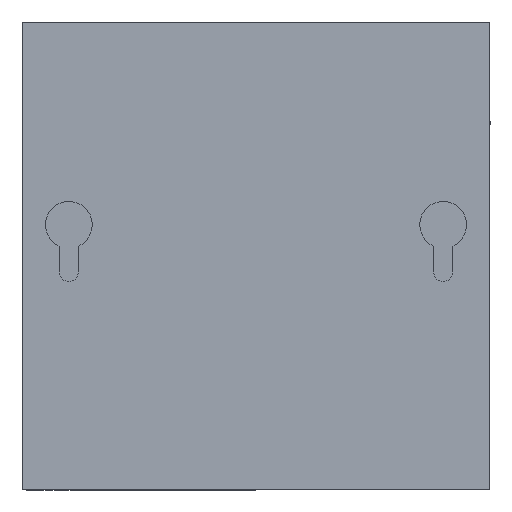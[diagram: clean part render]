
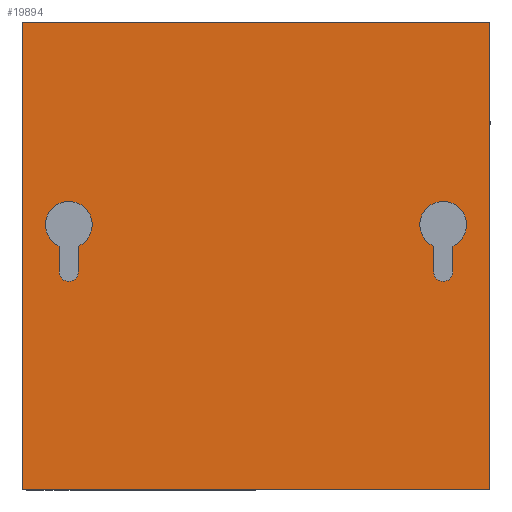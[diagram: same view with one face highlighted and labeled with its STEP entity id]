
A CAD part, front view. The second image highlights one B-rep face of the part: STEP entity #19894.
In plain terms, the highlighted planar face has unit normal (0, -1, 0).
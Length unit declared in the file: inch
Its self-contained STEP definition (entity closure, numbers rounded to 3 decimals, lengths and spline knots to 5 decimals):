
#184 = LINE ( 'NONE', #39884, #14810 ) ;
#544 = DIRECTION ( 'NONE',  ( 0., 0., -1. ) ) ;
#746 = DIRECTION ( 'NONE',  ( 0., 0., -1. ) ) ;
#1401 = ORIENTED_EDGE ( 'NONE', *, *, #39093, .F. ) ;
#1830 = AXIS2_PLACEMENT_3D ( 'NONE', #3547, #27924, #544 ) ;
#2379 = VERTEX_POINT ( 'NONE', #38079 ) ;
#2809 = CARTESIAN_POINT ( 'NONE',  ( 0., 0., -2.3622 ) ) ;
#3547 = CARTESIAN_POINT ( 'NONE',  ( 1.88976, 0., -0.15748 ) ) ;
#4718 = ORIENTED_EDGE ( 'NONE', *, *, #33630, .F. ) ;
#5114 = EDGE_CURVE ( 'NONE', #31108, #18360, #25596, .T. ) ;
#5260 = CIRCLE ( 'NONE', #7194, 0.09843 ) ;
#6140 = ORIENTED_EDGE ( 'NONE', *, *, #26313, .F. ) ;
#6410 = CARTESIAN_POINT ( 'NONE',  ( -1.79134, 0., 0. ) ) ;
#6580 = ORIENTED_EDGE ( 'NONE', *, *, #20982, .F. ) ;
#6631 = DIRECTION ( 'NONE',  ( 0., 0., 1. ) ) ;
#7194 = AXIS2_PLACEMENT_3D ( 'NONE', #8110, #17572, #32903 ) ;
#7347 = CARTESIAN_POINT ( 'NONE',  ( 0., 0., 2.3622 ) ) ;
#7444 = ORIENTED_EDGE ( 'NONE', *, *, #34508, .F. ) ;
#7772 = EDGE_CURVE ( 'NONE', #27328, #9430, #9594, .T. ) ;
#8110 = CARTESIAN_POINT ( 'NONE',  ( -1.88976, 0., -0.15748 ) ) ;
#8643 = EDGE_CURVE ( 'NONE', #33606, #25202, #184, .T. ) ;
#8829 = ORIENTED_EDGE ( 'NONE', *, *, #23043, .F. ) ;
#8903 = ORIENTED_EDGE ( 'NONE', *, *, #32872, .F. ) ;
#9107 = CARTESIAN_POINT ( 'NONE',  ( 1.79134, 0., 0.10022 ) ) ;
#9430 = VERTEX_POINT ( 'NONE', #14409 ) ;
#9458 = DIRECTION ( 'NONE',  ( 0., 1., 0. ) ) ;
#9594 = LINE ( 'NONE', #12402, #13447 ) ;
#9913 = CARTESIAN_POINT ( 'NONE',  ( -1.88976, 0., -0.15748 ) ) ;
#10019 = ORIENTED_EDGE ( 'NONE', *, *, #8643, .F. ) ;
#10101 = VERTEX_POINT ( 'NONE', #30167 ) ;
#10481 = DIRECTION ( 'NONE',  ( 0., 0., -1. ) ) ;
#11313 = EDGE_CURVE ( 'NONE', #38544, #19950, #36673, .T. ) ;
#11397 = ORIENTED_EDGE ( 'NONE', *, *, #14266, .F. ) ;
#11502 = AXIS2_PLACEMENT_3D ( 'NONE', #9913, #35293, #31693 ) ;
#11754 = EDGE_LOOP ( 'NONE', ( #16810, #1401, #6580, #32795 ) ) ;
#11822 = DIRECTION ( 'NONE',  ( 0., 0., 1. ) ) ;
#12080 = DIRECTION ( 'NONE',  ( -1., 0., 0. ) ) ;
#12402 = CARTESIAN_POINT ( 'NONE',  ( -1.98819, 0., 0. ) ) ;
#12630 = VECTOR ( 'NONE', #746, 39.37008 ) ;
#12813 = AXIS2_PLACEMENT_3D ( 'NONE', #31866, #37916, #17145 ) ;
#13447 = VECTOR ( 'NONE', #18667, 39.37008 ) ;
#13517 = LINE ( 'NONE', #25803, #24299 ) ;
#14139 = VERTEX_POINT ( 'NONE', #9107 ) ;
#14266 = EDGE_CURVE ( 'NONE', #37011, #27328, #28937, .T. ) ;
#14370 = DIRECTION ( 'NONE',  ( 0., 0., 1. ) ) ;
#14409 = CARTESIAN_POINT ( 'NONE',  ( -1.98819, 0., -0.15748 ) ) ;
#14429 = VECTOR ( 'NONE', #12080, 39.37008 ) ;
#14761 = FACE_BOUND ( 'NONE', #15262, .T. ) ;
#14810 = VECTOR ( 'NONE', #6631, 39.37008 ) ;
#15061 = CARTESIAN_POINT ( 'NONE',  ( 1.88976, 0., -0.15748 ) ) ;
#15262 = EDGE_LOOP ( 'NONE', ( #11397, #6140, #7444, #8829, #36813 ) ) ;
#15760 = VECTOR ( 'NONE', #11822, 39.37008 ) ;
#15973 = VERTEX_POINT ( 'NONE', #18746 ) ;
#16810 = ORIENTED_EDGE ( 'NONE', *, *, #29929, .F. ) ;
#17022 = CARTESIAN_POINT ( 'NONE',  ( -1.98819, 0., 0.10022 ) ) ;
#17145 = DIRECTION ( 'NONE',  ( 0., 0., -1. ) ) ;
#17375 = CARTESIAN_POINT ( 'NONE',  ( 2.3622, 0., -2.3622 ) ) ;
#17412 = LINE ( 'NONE', #29697, #37882 ) ;
#17447 = ORIENTED_EDGE ( 'NONE', *, *, #5114, .F. ) ;
#17572 = DIRECTION ( 'NONE',  ( 0., -1., 0. ) ) ;
#18001 = CARTESIAN_POINT ( 'NONE',  ( 1.79134, 0., -0.15748 ) ) ;
#18360 = VERTEX_POINT ( 'NONE', #39774 ) ;
#18667 = DIRECTION ( 'NONE',  ( 0., 0., -1. ) ) ;
#18676 = CARTESIAN_POINT ( 'NONE',  ( 1.98819, 0., -0.15748 ) ) ;
#18746 = CARTESIAN_POINT ( 'NONE',  ( 2.3622, 0., 2.3622 ) ) ;
#19062 = CARTESIAN_POINT ( 'NONE',  ( 2.3622, 0., 0. ) ) ;
#19477 = CARTESIAN_POINT ( 'NONE',  ( 1.98819, 0., 0.10022 ) ) ;
#19894 = ADVANCED_FACE ( 'NONE', ( #14761, #34255, #24754 ), #30072, .F. ) ;
#19950 = VERTEX_POINT ( 'NONE', #31822 ) ;
#20432 = AXIS2_PLACEMENT_3D ( 'NONE', #24564, #9458, #27985 ) ;
#20982 = EDGE_CURVE ( 'NONE', #19950, #10101, #17412, .T. ) ;
#21313 = DIRECTION ( 'NONE',  ( 0., 0., -1. ) ) ;
#21746 = VERTEX_POINT ( 'NONE', #25573 ) ;
#22497 = LINE ( 'NONE', #19062, #12630 ) ;
#22964 = VECTOR ( 'NONE', #38386, 39.37008 ) ;
#22973 = DIRECTION ( 'NONE',  ( 0., -1., 0. ) ) ;
#23043 = EDGE_CURVE ( 'NONE', #9430, #2379, #5260, .T. ) ;
#24110 = CIRCLE ( 'NONE', #35722, 0.23622 ) ;
#24299 = VECTOR ( 'NONE', #10481, 39.37008 ) ;
#24564 = CARTESIAN_POINT ( 'NONE',  ( 0., 0., 0. ) ) ;
#24754 = FACE_OUTER_BOUND ( 'NONE', #11754, .T. ) ;
#25202 = VERTEX_POINT ( 'NONE', #19477 ) ;
#25573 = CARTESIAN_POINT ( 'NONE',  ( -1.79134, 0., -0.15748 ) ) ;
#25596 = CIRCLE ( 'NONE', #36515, 0.09843 ) ;
#25803 = CARTESIAN_POINT ( 'NONE',  ( 1.79134, 0., 0. ) ) ;
#26313 = EDGE_CURVE ( 'NONE', #21746, #37011, #34011, .T. ) ;
#27328 = VERTEX_POINT ( 'NONE', #17022 ) ;
#27426 = EDGE_LOOP ( 'NONE', ( #8903, #31286, #10019, #4718, #17447 ) ) ;
#27924 = DIRECTION ( 'NONE',  ( 0., -1., 0. ) ) ;
#27985 = DIRECTION ( 'NONE',  ( 0., 0., 1. ) ) ;
#28087 = EDGE_CURVE ( 'NONE', #25202, #14139, #24110, .T. ) ;
#28937 = CIRCLE ( 'NONE', #12813, 0.23622 ) ;
#29697 = CARTESIAN_POINT ( 'NONE',  ( -2.3622, 0., 0. ) ) ;
#29929 = EDGE_CURVE ( 'NONE', #15973, #38544, #22497, .T. ) ;
#30072 = PLANE ( 'NONE',  #20432 ) ;
#30167 = CARTESIAN_POINT ( 'NONE',  ( -2.3622, 0., 2.3622 ) ) ;
#30577 = DIRECTION ( 'NONE',  ( 0., -1., 0. ) ) ;
#30822 = CIRCLE ( 'NONE', #11502, 0.09843 ) ;
#31108 = VERTEX_POINT ( 'NONE', #18001 ) ;
#31286 = ORIENTED_EDGE ( 'NONE', *, *, #28087, .F. ) ;
#31693 = DIRECTION ( 'NONE',  ( 0., 0., -1. ) ) ;
#31822 = CARTESIAN_POINT ( 'NONE',  ( -2.3622, 0., -2.3622 ) ) ;
#31866 = CARTESIAN_POINT ( 'NONE',  ( -1.88976, 0., 0.31496 ) ) ;
#32795 = ORIENTED_EDGE ( 'NONE', *, *, #11313, .F. ) ;
#32853 = CARTESIAN_POINT ( 'NONE',  ( 1.88976, 0., 0.31496 ) ) ;
#32872 = EDGE_CURVE ( 'NONE', #14139, #31108, #13517, .T. ) ;
#32903 = DIRECTION ( 'NONE',  ( 0., 0., -1. ) ) ;
#33606 = VERTEX_POINT ( 'NONE', #18676 ) ;
#33630 = EDGE_CURVE ( 'NONE', #18360, #33606, #34648, .T. ) ;
#34011 = LINE ( 'NONE', #6410, #15760 ) ;
#34083 = CARTESIAN_POINT ( 'NONE',  ( -1.79134, 0., 0.10022 ) ) ;
#34255 = FACE_BOUND ( 'NONE', #27426, .T. ) ;
#34508 = EDGE_CURVE ( 'NONE', #2379, #21746, #30822, .T. ) ;
#34648 = CIRCLE ( 'NONE', #1830, 0.09843 ) ;
#35293 = DIRECTION ( 'NONE',  ( 0., -1., 0. ) ) ;
#35362 = LINE ( 'NONE', #7347, #22964 ) ;
#35722 = AXIS2_PLACEMENT_3D ( 'NONE', #32853, #22973, #38692 ) ;
#36515 = AXIS2_PLACEMENT_3D ( 'NONE', #15061, #30577, #21313 ) ;
#36673 = LINE ( 'NONE', #2809, #14429 ) ;
#36813 = ORIENTED_EDGE ( 'NONE', *, *, #7772, .F. ) ;
#37011 = VERTEX_POINT ( 'NONE', #34083 ) ;
#37882 = VECTOR ( 'NONE', #14370, 39.37008 ) ;
#37916 = DIRECTION ( 'NONE',  ( 0., -1., 0. ) ) ;
#38079 = CARTESIAN_POINT ( 'NONE',  ( -1.88976, 0., -0.25591 ) ) ;
#38386 = DIRECTION ( 'NONE',  ( 1., 0., 0. ) ) ;
#38544 = VERTEX_POINT ( 'NONE', #17375 ) ;
#38692 = DIRECTION ( 'NONE',  ( 0., 0., -1. ) ) ;
#39093 = EDGE_CURVE ( 'NONE', #10101, #15973, #35362, .T. ) ;
#39774 = CARTESIAN_POINT ( 'NONE',  ( 1.88976, 0., -0.25591 ) ) ;
#39884 = CARTESIAN_POINT ( 'NONE',  ( 1.98819, 0., 0. ) ) ;
